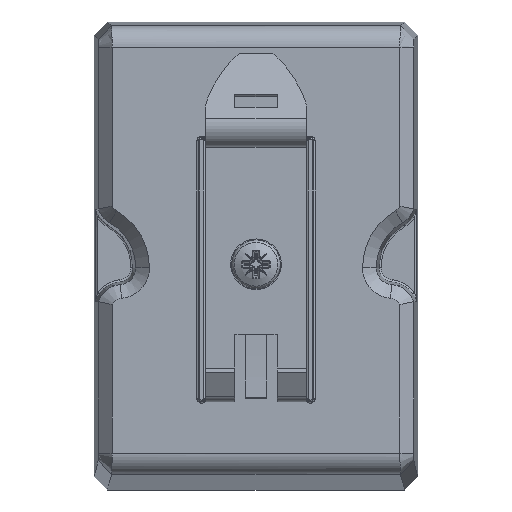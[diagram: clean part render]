
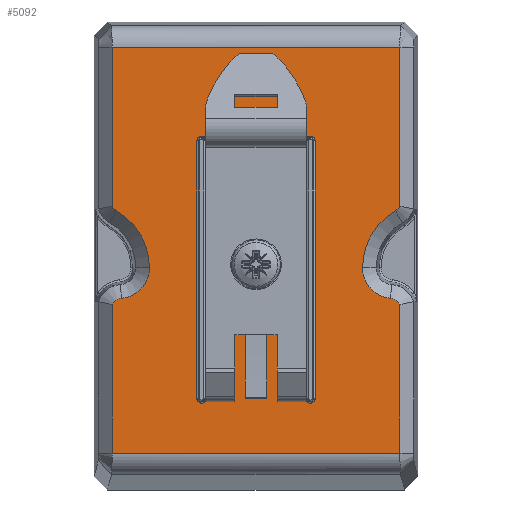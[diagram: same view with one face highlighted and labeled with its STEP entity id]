
A CAD part, front view. The second image highlights one B-rep face of the part: STEP entity #5092.
In plain terms, the highlighted planar face has unit normal (0, -1, 0).
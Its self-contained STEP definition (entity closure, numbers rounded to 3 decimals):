
#361=FACE_BOUND('',#1270,.T.);
#362=FACE_BOUND('',#1271,.T.);
#363=FACE_BOUND('',#1272,.T.);
#630=CIRCLE('',#5620,4.332);
#631=CIRCLE('',#5622,9.345);
#633=CIRCLE('',#5626,1.668);
#634=CIRCLE('',#5627,4.332);
#635=CIRCLE('',#5628,9.345);
#636=CIRCLE('',#5629,1.668);
#637=CIRCLE('',#5630,1.668);
#638=CIRCLE('',#5631,1.668);
#639=CIRCLE('',#5632,0.697);
#640=CIRCLE('',#5633,0.697);
#641=CIRCLE('',#5634,1.286);
#642=CIRCLE('',#5635,0.697);
#643=CIRCLE('',#5636,0.697);
#943=FACE_OUTER_BOUND('',#1269,.T.);
#1269=EDGE_LOOP('',(#4164,#4165,#4166,#4167,#4168,#4169,#4170,#4171,#4172,
#4173,#4174,#4175,#4176,#4177));
#1270=EDGE_LOOP('',(#4178,#4179,#4180,#4181));
#1271=EDGE_LOOP('',(#4182));
#1272=EDGE_LOOP('',(#4183,#4184,#4185,#4186));
#1570=LINE('',#10171,#1860);
#1571=LINE('',#10181,#1861);
#1572=LINE('',#10183,#1862);
#1573=LINE('',#10185,#1863);
#1574=LINE('',#10190,#1864);
#1575=LINE('',#10191,#1865);
#1576=LINE('',#10194,#1866);
#1577=LINE('',#10198,#1867);
#1578=LINE('',#10204,#1868);
#1579=LINE('',#10208,#1869);
#1860=VECTOR('',#6703,10.);
#1861=VECTOR('',#6712,10.);
#1862=VECTOR('',#6713,10.);
#1863=VECTOR('',#6714,10.);
#1864=VECTOR('',#6719,10.);
#1865=VECTOR('',#6720,10.);
#1866=VECTOR('',#6721,10.);
#1867=VECTOR('',#6724,10.);
#1868=VECTOR('',#6729,10.);
#1869=VECTOR('',#6732,10.);
#2294=VERTEX_POINT('',#10156);
#2295=VERTEX_POINT('',#10159);
#2296=VERTEX_POINT('',#10163);
#2297=VERTEX_POINT('',#10169);
#2298=VERTEX_POINT('',#10170);
#2299=VERTEX_POINT('',#10172);
#2300=VERTEX_POINT('',#10174);
#2301=VERTEX_POINT('',#10176);
#2302=VERTEX_POINT('',#10178);
#2303=VERTEX_POINT('',#10180);
#2304=VERTEX_POINT('',#10182);
#2305=VERTEX_POINT('',#10184);
#2306=VERTEX_POINT('',#10187);
#2307=VERTEX_POINT('',#10189);
#2308=VERTEX_POINT('',#10192);
#2309=VERTEX_POINT('',#10193);
#2310=VERTEX_POINT('',#10195);
#2311=VERTEX_POINT('',#10197);
#2312=VERTEX_POINT('',#10200);
#2313=VERTEX_POINT('',#10202);
#2314=VERTEX_POINT('',#10203);
#2315=VERTEX_POINT('',#10205);
#2316=VERTEX_POINT('',#10207);
#2941=EDGE_CURVE('',#2295,#2294,#630,.T.);
#2942=EDGE_CURVE('',#2294,#2296,#631,.T.);
#2945=EDGE_CURVE('',#2297,#2298,#1570,.T.);
#2946=EDGE_CURVE('',#2299,#2297,#633,.T.);
#2947=EDGE_CURVE('',#2300,#2299,#634,.T.);
#2948=EDGE_CURVE('',#2301,#2300,#635,.T.);
#2949=EDGE_CURVE('',#2302,#2301,#636,.T.);
#2950=EDGE_CURVE('',#2303,#2302,#1571,.T.);
#2951=EDGE_CURVE('',#2304,#2303,#1572,.T.);
#2952=EDGE_CURVE('',#2305,#2304,#1573,.T.);
#2953=EDGE_CURVE('',#2296,#2305,#637,.T.);
#2954=EDGE_CURVE('',#2306,#2295,#638,.T.);
#2955=EDGE_CURVE('',#2307,#2306,#1574,.T.);
#2956=EDGE_CURVE('',#2298,#2307,#1575,.T.);
#2957=EDGE_CURVE('',#2308,#2309,#1576,.T.);
#2958=EDGE_CURVE('',#2310,#2308,#639,.T.);
#2959=EDGE_CURVE('',#2311,#2310,#1577,.T.);
#2960=EDGE_CURVE('',#2309,#2311,#640,.T.);
#2961=EDGE_CURVE('',#2312,#2312,#641,.T.);
#2962=EDGE_CURVE('',#2313,#2314,#1578,.T.);
#2963=EDGE_CURVE('',#2315,#2313,#642,.T.);
#2964=EDGE_CURVE('',#2316,#2315,#1579,.T.);
#2965=EDGE_CURVE('',#2314,#2316,#643,.T.);
#4164=ORIENTED_EDGE('',*,*,#2945,.F.);
#4165=ORIENTED_EDGE('',*,*,#2946,.F.);
#4166=ORIENTED_EDGE('',*,*,#2947,.F.);
#4167=ORIENTED_EDGE('',*,*,#2948,.F.);
#4168=ORIENTED_EDGE('',*,*,#2949,.F.);
#4169=ORIENTED_EDGE('',*,*,#2950,.F.);
#4170=ORIENTED_EDGE('',*,*,#2951,.F.);
#4171=ORIENTED_EDGE('',*,*,#2952,.F.);
#4172=ORIENTED_EDGE('',*,*,#2953,.F.);
#4173=ORIENTED_EDGE('',*,*,#2942,.F.);
#4174=ORIENTED_EDGE('',*,*,#2941,.F.);
#4175=ORIENTED_EDGE('',*,*,#2954,.F.);
#4176=ORIENTED_EDGE('',*,*,#2955,.F.);
#4177=ORIENTED_EDGE('',*,*,#2956,.F.);
#4178=ORIENTED_EDGE('',*,*,#2957,.F.);
#4179=ORIENTED_EDGE('',*,*,#2958,.F.);
#4180=ORIENTED_EDGE('',*,*,#2959,.F.);
#4181=ORIENTED_EDGE('',*,*,#2960,.F.);
#4182=ORIENTED_EDGE('',*,*,#2961,.F.);
#4183=ORIENTED_EDGE('',*,*,#2962,.F.);
#4184=ORIENTED_EDGE('',*,*,#2963,.F.);
#4185=ORIENTED_EDGE('',*,*,#2964,.F.);
#4186=ORIENTED_EDGE('',*,*,#2965,.F.);
#4871=PLANE('',#5625);
#5092=ADVANCED_FACE('',(#943,#361,#362,#363),#4871,.T.);
#5620=AXIS2_PLACEMENT_3D('',#10161,#6690,#6691);
#5622=AXIS2_PLACEMENT_3D('',#10164,#6694,#6695);
#5625=AXIS2_PLACEMENT_3D('',#10168,#6701,#6702);
#5626=AXIS2_PLACEMENT_3D('',#10173,#6704,#6705);
#5627=AXIS2_PLACEMENT_3D('',#10175,#6706,#6707);
#5628=AXIS2_PLACEMENT_3D('',#10177,#6708,#6709);
#5629=AXIS2_PLACEMENT_3D('',#10179,#6710,#6711);
#5630=AXIS2_PLACEMENT_3D('',#10186,#6715,#6716);
#5631=AXIS2_PLACEMENT_3D('',#10188,#6717,#6718);
#5632=AXIS2_PLACEMENT_3D('',#10196,#6722,#6723);
#5633=AXIS2_PLACEMENT_3D('',#10199,#6725,#6726);
#5634=AXIS2_PLACEMENT_3D('',#10201,#6727,#6728);
#5635=AXIS2_PLACEMENT_3D('',#10206,#6730,#6731);
#5636=AXIS2_PLACEMENT_3D('',#10209,#6733,#6734);
#6690=DIRECTION('center_axis',(0.,-1.,0.));
#6691=DIRECTION('ref_axis',(1.,0.,0.));
#6694=DIRECTION('center_axis',(0.,-1.,0.));
#6695=DIRECTION('ref_axis',(0.501,0.,0.866));
#6701=DIRECTION('center_axis',(0.,-1.,0.));
#6702=DIRECTION('ref_axis',(0.,0.,1.));
#6703=DIRECTION('',(0.,0.,-1.));
#6704=DIRECTION('center_axis',(0.,1.,0.));
#6705=DIRECTION('ref_axis',(0.083,0.,0.997));
#6706=DIRECTION('center_axis',(0.,-1.,0.));
#6707=DIRECTION('ref_axis',(-0.083,0.,-0.997));
#6708=DIRECTION('center_axis',(0.,-1.,0.));
#6709=DIRECTION('ref_axis',(-1.,0.,0.));
#6710=DIRECTION('center_axis',(0.,1.,0.));
#6711=DIRECTION('ref_axis',(1.,0.,0.));
#6712=DIRECTION('',(0.,0.,-1.));
#6713=DIRECTION('',(1.,0.,0.));
#6714=DIRECTION('',(0.,0.,1.));
#6715=DIRECTION('center_axis',(0.,1.,0.));
#6716=DIRECTION('ref_axis',(-0.501,0.,-0.866));
#6717=DIRECTION('center_axis',(0.,1.,0.));
#6718=DIRECTION('ref_axis',(-1.,0.,0.));
#6719=DIRECTION('',(0.,0.,1.));
#6720=DIRECTION('',(-1.,0.,0.));
#6721=DIRECTION('',(0.,0.,1.));
#6722=DIRECTION('center_axis',(0.,-1.,0.));
#6723=DIRECTION('ref_axis',(0.,0.,-1.));
#6724=DIRECTION('',(0.,0.,-1.));
#6725=DIRECTION('center_axis',(0.,-1.,0.));
#6726=DIRECTION('ref_axis',(0.,0.,1.));
#6727=DIRECTION('center_axis',(0.,-1.,0.));
#6728=DIRECTION('ref_axis',(-1.,0.,0.));
#6729=DIRECTION('',(0.,0.,-1.));
#6730=DIRECTION('center_axis',(0.,-1.,0.));
#6731=DIRECTION('ref_axis',(0.,0.,1.));
#6732=DIRECTION('',(0.,0.,1.));
#6733=DIRECTION('center_axis',(0.,-1.,0.));
#6734=DIRECTION('ref_axis',(0.,0.,-1.));
#10156=CARTESIAN_POINT('',(-15.118,-24.,-8.));
#10159=CARTESIAN_POINT('',(-19.089,-24.,-12.317));
#10161=CARTESIAN_POINT('Origin',(-19.45,-24.,-8.));
#10163=CARTESIAN_POINT('',(-19.785,-24.,0.09));
#10164=CARTESIAN_POINT('Origin',(-24.463,-24.,-8.));
#10168=CARTESIAN_POINT('Origin',(0.,-24.,-37.));
#10169=CARTESIAN_POINT('',(20.422,-24.,-13.194));
#10170=CARTESIAN_POINT('',(20.422,-24.,-34.299));
#10171=CARTESIAN_POINT('',(20.422,-24.,-21.5));
#10172=CARTESIAN_POINT('',(19.089,-24.,-12.317));
#10173=CARTESIAN_POINT('Origin',(18.95,-24.,-13.979));
#10174=CARTESIAN_POINT('',(15.118,-24.,-8.));
#10175=CARTESIAN_POINT('Origin',(19.45,-24.,-8.));
#10176=CARTESIAN_POINT('',(19.785,-24.,0.09));
#10177=CARTESIAN_POINT('Origin',(24.463,-24.,-8.));
#10178=CARTESIAN_POINT('',(20.422,-24.,0.748));
#10179=CARTESIAN_POINT('Origin',(18.95,-24.,1.534));
#10180=CARTESIAN_POINT('',(20.422,-24.,23.325));
#10181=CARTESIAN_POINT('',(20.422,-24.,-21.5));
#10182=CARTESIAN_POINT('',(-20.422,-24.,23.325));
#10183=CARTESIAN_POINT('',(0.,-24.,23.325));
#10184=CARTESIAN_POINT('',(-20.422,-24.,0.748));
#10185=CARTESIAN_POINT('',(-20.422,-24.,-21.5));
#10186=CARTESIAN_POINT('Origin',(-18.95,-24.,1.534));
#10187=CARTESIAN_POINT('',(-20.422,-24.,-13.194));
#10188=CARTESIAN_POINT('Origin',(-18.95,-24.,-13.979));
#10189=CARTESIAN_POINT('',(-20.422,-24.,-34.299));
#10190=CARTESIAN_POINT('',(-20.422,-24.,-21.5));
#10191=CARTESIAN_POINT('',(0.,-24.,-34.299));
#10192=CARTESIAN_POINT('',(8.397,-24.,-26.5));
#10193=CARTESIAN_POINT('',(8.397,-24.,10.));
#10194=CARTESIAN_POINT('',(8.397,-24.,-32.));
#10195=CARTESIAN_POINT('',(7.003,-24.,-26.5));
#10196=CARTESIAN_POINT('Origin',(7.7,-24.,-26.5));
#10197=CARTESIAN_POINT('',(7.003,-24.,10.));
#10198=CARTESIAN_POINT('',(7.003,-24.,-13.25));
#10199=CARTESIAN_POINT('Origin',(7.7,-24.,10.));
#10200=CARTESIAN_POINT('',(1.286,-24.,-7.5));
#10201=CARTESIAN_POINT('Origin',(0.,-24.,-7.5));
#10202=CARTESIAN_POINT('',(-8.397,-24.,10.));
#10203=CARTESIAN_POINT('',(-8.397,-24.,-26.5));
#10204=CARTESIAN_POINT('',(-8.397,-24.,-13.25));
#10205=CARTESIAN_POINT('',(-7.003,-24.,10.));
#10206=CARTESIAN_POINT('Origin',(-7.7,-24.,10.));
#10207=CARTESIAN_POINT('',(-7.003,-24.,-26.5));
#10208=CARTESIAN_POINT('',(-7.003,-24.,-32.));
#10209=CARTESIAN_POINT('Origin',(-7.7,-24.,-26.5));
